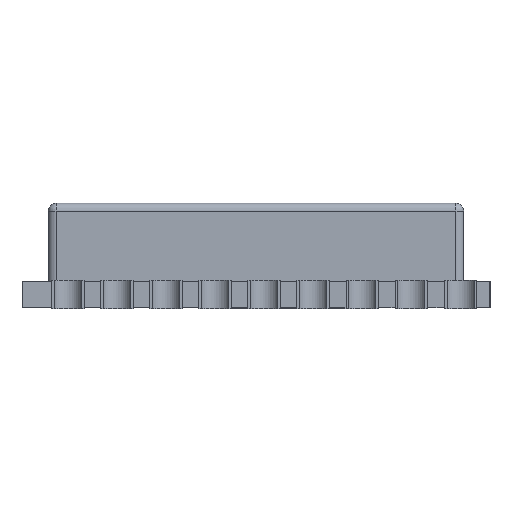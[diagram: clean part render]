
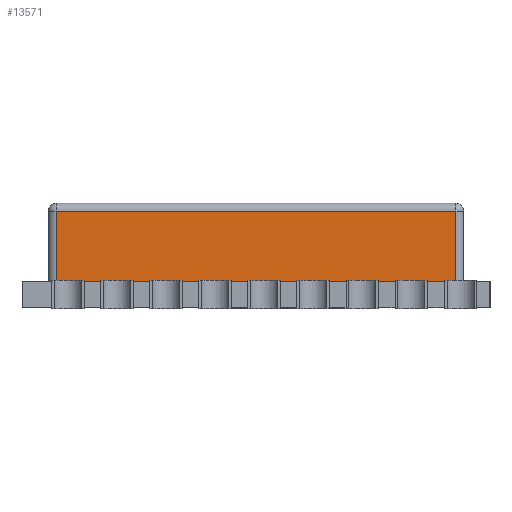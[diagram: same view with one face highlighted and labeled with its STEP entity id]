
A CAD part, left-side view. The second image highlights one B-rep face of the part: STEP entity #13571.
In plain terms, the highlighted planar face has unit normal (-1, 0, 0).
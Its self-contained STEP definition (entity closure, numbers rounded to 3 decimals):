
#72 = PLANE('',#73);
#73 = AXIS2_PLACEMENT_3D('',#74,#75,#76);
#74 = CARTESIAN_POINT('',(0.,-0.011,0.88)
  );
#75 = DIRECTION('',(0.,0.,1.));
#76 = DIRECTION('',(0.,1.,0.));
#4112 = VERTEX_POINT('',#4113);
#4113 = CARTESIAN_POINT('',(-7.8,-6.1,0.88));
#4130 = CYLINDRICAL_SURFACE('',#4131,0.25);
#4131 = AXIS2_PLACEMENT_3D('',#4132,#4133,#4134);
#4132 = CARTESIAN_POINT('',(-7.55,-6.1,0.88));
#4133 = DIRECTION('',(0.,0.,1.));
#4134 = DIRECTION('',(-1.,0.,0.));
#4142 = EDGE_CURVE('',#4112,#4143,#4145,.T.);
#4143 = VERTEX_POINT('',#4144);
#4144 = CARTESIAN_POINT('',(-7.8,6.1,0.88));
#4145 = SURFACE_CURVE('',#4146,(#4150,#4157),.PCURVE_S1.);
#4146 = LINE('',#4147,#4148);
#4147 = CARTESIAN_POINT('',(-7.8,-6.35,0.88));
#4148 = VECTOR('',#4149,1.);
#4149 = DIRECTION('',(0.,1.,0.));
#4150 = PCURVE('',#72,#4151);
#4151 = DEFINITIONAL_REPRESENTATION('',(#4152),#4156);
#4152 = LINE('',#4153,#4154);
#4153 = CARTESIAN_POINT('',(-6.339,7.8));
#4154 = VECTOR('',#4155,1.);
#4155 = DIRECTION('',(1.,0.));
#4156 = ( GEOMETRIC_REPRESENTATION_CONTEXT(2) 
PARAMETRIC_REPRESENTATION_CONTEXT() REPRESENTATION_CONTEXT('2D SPACE',''
  ) );
#4157 = PCURVE('',#4158,#4163);
#4158 = PLANE('',#4159);
#4159 = AXIS2_PLACEMENT_3D('',#4160,#4161,#4162);
#4160 = CARTESIAN_POINT('',(-7.8,-6.35,0.88));
#4161 = DIRECTION('',(-1.,0.,0.));
#4162 = DIRECTION('',(0.,1.,0.));
#4163 = DEFINITIONAL_REPRESENTATION('',(#4164),#4168);
#4164 = LINE('',#4165,#4166);
#4165 = CARTESIAN_POINT('',(0.,0.));
#4166 = VECTOR('',#4167,1.);
#4167 = DIRECTION('',(1.,0.));
#4168 = ( GEOMETRIC_REPRESENTATION_CONTEXT(2) 
PARAMETRIC_REPRESENTATION_CONTEXT() REPRESENTATION_CONTEXT('2D SPACE',''
  ) );
#4191 = CYLINDRICAL_SURFACE('',#4192,0.25);
#4192 = AXIS2_PLACEMENT_3D('',#4193,#4194,#4195);
#4193 = CARTESIAN_POINT('',(-7.55,6.1,0.88));
#4194 = DIRECTION('',(0.,0.,1.));
#4195 = DIRECTION('',(-1.,0.,0.));
#13033 = VERTEX_POINT('',#13034);
#13034 = CARTESIAN_POINT('',(-7.8,-6.1,3.03));
#13061 = EDGE_CURVE('',#4112,#13033,#13062,.T.);
#13062 = SURFACE_CURVE('',#13063,(#13067,#13074),.PCURVE_S1.);
#13063 = LINE('',#13064,#13065);
#13064 = CARTESIAN_POINT('',(-7.8,-6.1,0.88));
#13065 = VECTOR('',#13066,1.);
#13066 = DIRECTION('',(0.,0.,1.));
#13067 = PCURVE('',#4130,#13068);
#13068 = DEFINITIONAL_REPRESENTATION('',(#13069),#13073);
#13069 = LINE('',#13070,#13071);
#13070 = CARTESIAN_POINT('',(0.,0.));
#13071 = VECTOR('',#13072,1.);
#13072 = DIRECTION('',(0.,1.));
#13073 = ( GEOMETRIC_REPRESENTATION_CONTEXT(2) 
PARAMETRIC_REPRESENTATION_CONTEXT() REPRESENTATION_CONTEXT('2D SPACE',''
  ) );
#13074 = PCURVE('',#4158,#13075);
#13075 = DEFINITIONAL_REPRESENTATION('',(#13076),#13080);
#13076 = LINE('',#13077,#13078);
#13077 = CARTESIAN_POINT('',(0.25,0.));
#13078 = VECTOR('',#13079,1.);
#13079 = DIRECTION('',(0.,-1.));
#13080 = ( GEOMETRIC_REPRESENTATION_CONTEXT(2) 
PARAMETRIC_REPRESENTATION_CONTEXT() REPRESENTATION_CONTEXT('2D SPACE',''
  ) );
#13523 = VERTEX_POINT('',#13524);
#13524 = CARTESIAN_POINT('',(-7.8,6.1,3.03));
#13551 = EDGE_CURVE('',#4143,#13523,#13552,.T.);
#13552 = SURFACE_CURVE('',#13553,(#13557,#13564),.PCURVE_S1.);
#13553 = LINE('',#13554,#13555);
#13554 = CARTESIAN_POINT('',(-7.8,6.1,0.88));
#13555 = VECTOR('',#13556,1.);
#13556 = DIRECTION('',(0.,0.,1.));
#13557 = PCURVE('',#4191,#13558);
#13558 = DEFINITIONAL_REPRESENTATION('',(#13559),#13563);
#13559 = LINE('',#13560,#13561);
#13560 = CARTESIAN_POINT('',(0.,0.));
#13561 = VECTOR('',#13562,1.);
#13562 = DIRECTION('',(0.,1.));
#13563 = ( GEOMETRIC_REPRESENTATION_CONTEXT(2) 
PARAMETRIC_REPRESENTATION_CONTEXT() REPRESENTATION_CONTEXT('2D SPACE',''
  ) );
#13564 = PCURVE('',#4158,#13565);
#13565 = DEFINITIONAL_REPRESENTATION('',(#13566),#13570);
#13566 = LINE('',#13567,#13568);
#13567 = CARTESIAN_POINT('',(12.45,0.));
#13568 = VECTOR('',#13569,1.);
#13569 = DIRECTION('',(0.,-1.));
#13570 = ( GEOMETRIC_REPRESENTATION_CONTEXT(2) 
PARAMETRIC_REPRESENTATION_CONTEXT() REPRESENTATION_CONTEXT('2D SPACE',''
  ) );
#13571 = ADVANCED_FACE('',(#13572),#4158,.T.);
#13572 = FACE_BOUND('',#13573,.T.);
#13573 = EDGE_LOOP('',(#13574,#13575,#13576,#13602));
#13574 = ORIENTED_EDGE('',*,*,#4142,.F.);
#13575 = ORIENTED_EDGE('',*,*,#13061,.T.);
#13576 = ORIENTED_EDGE('',*,*,#13577,.T.);
#13577 = EDGE_CURVE('',#13033,#13523,#13578,.T.);
#13578 = SURFACE_CURVE('',#13579,(#13583,#13590),.PCURVE_S1.);
#13579 = LINE('',#13580,#13581);
#13580 = CARTESIAN_POINT('',(-7.8,-6.35,3.03));
#13581 = VECTOR('',#13582,1.);
#13582 = DIRECTION('',(0.,1.,0.));
#13583 = PCURVE('',#4158,#13584);
#13584 = DEFINITIONAL_REPRESENTATION('',(#13585),#13589);
#13585 = LINE('',#13586,#13587);
#13586 = CARTESIAN_POINT('',(0.,-2.15));
#13587 = VECTOR('',#13588,1.);
#13588 = DIRECTION('',(1.,0.));
#13589 = ( GEOMETRIC_REPRESENTATION_CONTEXT(2) 
PARAMETRIC_REPRESENTATION_CONTEXT() REPRESENTATION_CONTEXT('2D SPACE',''
  ) );
#13590 = PCURVE('',#13591,#13596);
#13591 = CYLINDRICAL_SURFACE('',#13592,0.25);
#13592 = AXIS2_PLACEMENT_3D('',#13593,#13594,#13595);
#13593 = CARTESIAN_POINT('',(-7.55,-6.35,3.03));
#13594 = DIRECTION('',(0.,1.,0.));
#13595 = DIRECTION('',(-1.,0.,0.));
#13596 = DEFINITIONAL_REPRESENTATION('',(#13597),#13601);
#13597 = LINE('',#13598,#13599);
#13598 = CARTESIAN_POINT('',(0.,0.));
#13599 = VECTOR('',#13600,1.);
#13600 = DIRECTION('',(0.,1.));
#13601 = ( GEOMETRIC_REPRESENTATION_CONTEXT(2) 
PARAMETRIC_REPRESENTATION_CONTEXT() REPRESENTATION_CONTEXT('2D SPACE',''
  ) );
#13602 = ORIENTED_EDGE('',*,*,#13551,.F.);
